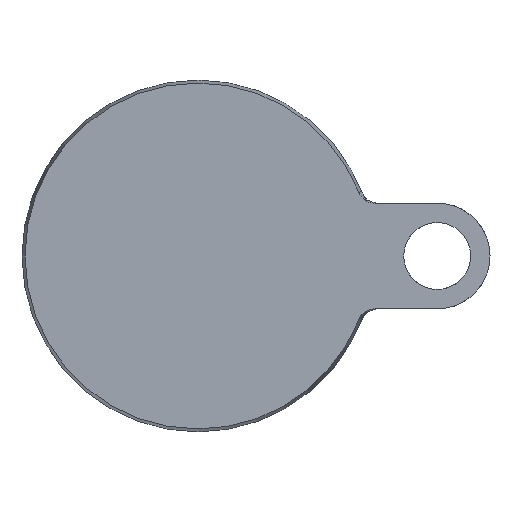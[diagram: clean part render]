
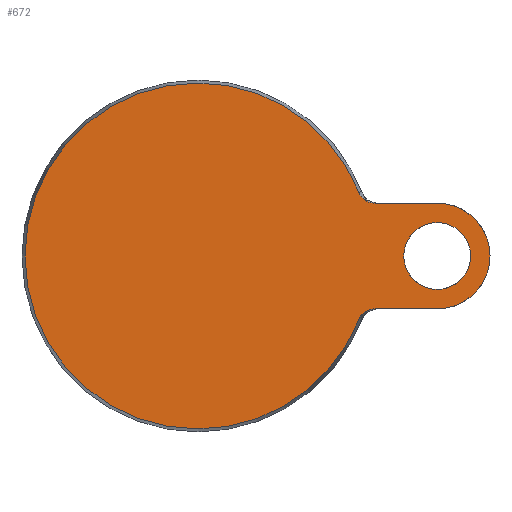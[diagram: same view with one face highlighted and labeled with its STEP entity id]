
A CAD part, front view. The second image highlights one B-rep face of the part: STEP entity #672.
In plain terms, the highlighted planar face has unit normal (0, -1, 0).
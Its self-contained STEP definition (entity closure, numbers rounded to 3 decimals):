
#6 = CARTESIAN_POINT ( 'NONE',  ( 68., 0., 15. ) ) ;
#15 = CARTESIAN_POINT ( 'NONE',  ( 47.955, 0., 15.598 ) ) ;
#21 = DIRECTION ( 'NONE',  ( 0., 0., 1. ) ) ;
#39 = DIRECTION ( 'NONE',  ( 1., 0., 0. ) ) ;
#49 = CIRCLE ( 'NONE', #596, 49.143 ) ;
#60 = ORIENTED_EDGE ( 'NONE', *, *, #330, .T. ) ;
#62 = CARTESIAN_POINT ( 'NONE',  ( -49.143, 0., 0. ) ) ;
#85 = AXIS2_PLACEMENT_3D ( 'NONE', #62, #815, #441 ) ;
#102 = VECTOR ( 'NONE', #39, 1000. ) ;
#104 = B_SPLINE_CURVE_WITH_KNOTS ( 'NONE', 3,
 ( #467, #461, #839, #920, #831, #15, #276, #192, #653, #288, #1011, #185, #685, #504 ),
 .UNSPECIFIED., .F., .F.,
 ( 4, 2, 2, 2, 2, 2, 4 ),
 ( 0., 0.001, 0.002, 0.003, 0.004, 0.004, 0.006 ),
 .UNSPECIFIED. ) ;
#128 = EDGE_LOOP ( 'NONE', ( #984, #543, #705, #627, #267, #470, #291, #176 ) ) ;
#138 = CARTESIAN_POINT ( 'NONE',  ( 0., 0., 0. ) ) ;
#164 = CARTESIAN_POINT ( 'NONE',  ( 45.848, 0., -17.699 ) ) ;
#174 = CARTESIAN_POINT ( 'NONE',  ( 45.66, 0., -18.169 ) ) ;
#176 = ORIENTED_EDGE ( 'NONE', *, *, #338, .F. ) ;
#185 = CARTESIAN_POINT ( 'NONE',  ( 46.108, 0., 17.258 ) ) ;
#192 = CARTESIAN_POINT ( 'NONE',  ( 47.322, 0., 16. ) ) ;
#209 = DIRECTION ( 'NONE',  ( 0., 1., 0. ) ) ;
#230 = B_SPLINE_CURVE_WITH_KNOTS ( 'NONE', 3,
 ( #174, #164, #811, #452, #801, #1080, #823, #1091, #1181, #345, #259, #253, #536, #625, #247, #710 ),
 .UNSPECIFIED., .F., .F.,
 ( 4, 2, 2, 2, 2, 2, 2, 4 ),
 ( 0., 0.001, 0.002, 0.003, 0.004, 0.004, 0.005, 0.006 ),
 .UNSPECIFIED. ) ;
#247 = CARTESIAN_POINT ( 'NONE',  ( 50.113, 0., -15. ) ) ;
#253 = CARTESIAN_POINT ( 'NONE',  ( 49.116, 0., -15.149 ) ) ;
#258 = FACE_BOUND ( 'NONE', #1038, .T. ) ;
#259 = CARTESIAN_POINT ( 'NONE',  ( 48.637, 0., -15.295 ) ) ;
#267 = ORIENTED_EDGE ( 'NONE', *, *, #575, .T. ) ;
#276 = CARTESIAN_POINT ( 'NONE',  ( 47.738, 0., 15.721 ) ) ;
#282 = EDGE_CURVE ( 'NONE', #856, #634, #230, .T. ) ;
#288 = CARTESIAN_POINT ( 'NONE',  ( 46.751, 0., 16.495 ) ) ;
#291 = ORIENTED_EDGE ( 'NONE', *, *, #759, .F. ) ;
#299 = VERTEX_POINT ( 'NONE', #6 ) ;
#330 = EDGE_CURVE ( 'NONE', #809, #564, #356, .T. ) ;
#338 = EDGE_CURVE ( 'NONE', #299, #930, #637, .T. ) ;
#345 = CARTESIAN_POINT ( 'NONE',  ( 48.405, 0., -15.385 ) ) ;
#356 = CIRCLE ( 'NONE', #947, 9.5 ) ;
#357 = DIRECTION ( 'NONE',  ( -1., 0., 0. ) ) ;
#388 = CARTESIAN_POINT ( 'NONE',  ( 45.66, 0., -18.169 ) ) ;
#408 = EDGE_CURVE ( 'NONE', #564, #809, #542, .T. ) ;
#409 = LINE ( 'NONE', #934, #102 ) ;
#430 = AXIS2_PLACEMENT_3D ( 'NONE', #138, #486, #869 ) ;
#433 = AXIS2_PLACEMENT_3D ( 'NONE', #691, #1065, #509 ) ;
#441 = DIRECTION ( 'NONE',  ( 0., 0., 1. ) ) ;
#444 = CARTESIAN_POINT ( 'NONE',  ( 15., 0., -15. ) ) ;
#452 = CARTESIAN_POINT ( 'NONE',  ( 46.575, 0., -16.681 ) ) ;
#453 = CARTESIAN_POINT ( 'NONE',  ( 68., 0., -15. ) ) ;
#457 = CARTESIAN_POINT ( 'NONE',  ( 68., 0., 0. ) ) ;
#461 = CARTESIAN_POINT ( 'NONE',  ( 49.86, 0., 15. ) ) ;
#467 = CARTESIAN_POINT ( 'NONE',  ( 50.366, 0., 15. ) ) ;
#468 = DIRECTION ( 'NONE',  ( 0., 0., 1. ) ) ;
#470 = ORIENTED_EDGE ( 'NONE', *, *, #282, .T. ) ;
#483 = AXIS2_PLACEMENT_3D ( 'NONE', #550, #1110, #468 ) ;
#486 = DIRECTION ( 'NONE',  ( 0., -1., 0. ) ) ;
#499 = VERTEX_POINT ( 'NONE', #696 ) ;
#504 = CARTESIAN_POINT ( 'NONE',  ( 45.66, 0., 18.169 ) ) ;
#509 = DIRECTION ( 'NONE',  ( 0., 0., -1. ) ) ;
#526 = CARTESIAN_POINT ( 'NONE',  ( 50.366, 0., -15. ) ) ;
#536 = CARTESIAN_POINT ( 'NONE',  ( 49.363, 0., -15.093 ) ) ;
#542 = CIRCLE ( 'NONE', #483, 9.5 ) ;
#543 = ORIENTED_EDGE ( 'NONE', *, *, #827, .T. ) ;
#550 = CARTESIAN_POINT ( 'NONE',  ( 68., 0., 0. ) ) ;
#564 = VERTEX_POINT ( 'NONE', #859 ) ;
#575 = EDGE_CURVE ( 'NONE', #1104, #856, #910, .T. ) ;
#596 = AXIS2_PLACEMENT_3D ( 'NONE', #615, #986, #1059 ) ;
#597 = EDGE_CURVE ( 'NONE', #883, #1104, #1186, .T. ) ;
#615 = CARTESIAN_POINT ( 'NONE',  ( 0., 0., 0. ) ) ;
#625 = CARTESIAN_POINT ( 'NONE',  ( 49.862, 0., -15.019 ) ) ;
#627 = ORIENTED_EDGE ( 'NONE', *, *, #597, .T. ) ;
#634 = VERTEX_POINT ( 'NONE', #526 ) ;
#637 = CIRCLE ( 'NONE', #817, 15. ) ;
#644 = CARTESIAN_POINT ( 'NONE',  ( 68., 0., -9.5 ) ) ;
#645 = CARTESIAN_POINT ( 'NONE',  ( 68., 0., 0. ) ) ;
#653 = CARTESIAN_POINT ( 'NONE',  ( 47.122, 0., 16.157 ) ) ;
#660 = CARTESIAN_POINT ( 'NONE',  ( 0., 0., 49.143 ) ) ;
#672 = ADVANCED_FACE ( 'NONE', ( #1077, #258 ), #1171, .F. ) ;
#673 = CARTESIAN_POINT ( 'NONE',  ( 0., 0., -49.143 ) ) ;
#685 = CARTESIAN_POINT ( 'NONE',  ( 45.848, 0., 17.699 ) ) ;
#691 = CARTESIAN_POINT ( 'NONE',  ( 0., 0., 0. ) ) ;
#696 = CARTESIAN_POINT ( 'NONE',  ( 50.366, 0., 15. ) ) ;
#705 = ORIENTED_EDGE ( 'NONE', *, *, #908, .T. ) ;
#710 = CARTESIAN_POINT ( 'NONE',  ( 50.366, 0., -15. ) ) ;
#759 = EDGE_CURVE ( 'NONE', #930, #634, #900, .T. ) ;
#801 = CARTESIAN_POINT ( 'NONE',  ( 46.749, 0., -16.497 ) ) ;
#809 = VERTEX_POINT ( 'NONE', #644 ) ;
#811 = CARTESIAN_POINT ( 'NONE',  ( 46.1, 0., -17.269 ) ) ;
#815 = DIRECTION ( 'NONE',  ( 0., 1., 0. ) ) ;
#817 = AXIS2_PLACEMENT_3D ( 'NONE', #457, #209, #927 ) ;
#823 = CARTESIAN_POINT ( 'NONE',  ( 47.314, 0., -16.005 ) ) ;
#827 = EDGE_CURVE ( 'NONE', #499, #914, #104, .T. ) ;
#831 = CARTESIAN_POINT ( 'NONE',  ( 48.407, 0., 15.384 ) ) ;
#839 = CARTESIAN_POINT ( 'NONE',  ( 49.366, 0., 15.074 ) ) ;
#856 = VERTEX_POINT ( 'NONE', #388 ) ;
#859 = CARTESIAN_POINT ( 'NONE',  ( 68., 0., 9.5 ) ) ;
#862 = ORIENTED_EDGE ( 'NONE', *, *, #408, .T. ) ;
#869 = DIRECTION ( 'NONE',  ( 0., 0., -1. ) ) ;
#883 = VERTEX_POINT ( 'NONE', #660 ) ;
#900 = LINE ( 'NONE', #444, #1163 ) ;
#908 = EDGE_CURVE ( 'NONE', #914, #883, #49, .T. ) ;
#910 = CIRCLE ( 'NONE', #430, 49.143 ) ;
#914 = VERTEX_POINT ( 'NONE', #1102 ) ;
#920 = CARTESIAN_POINT ( 'NONE',  ( 48.644, 0., 15.292 ) ) ;
#927 = DIRECTION ( 'NONE',  ( 0., 0., -1. ) ) ;
#930 = VERTEX_POINT ( 'NONE', #453 ) ;
#934 = CARTESIAN_POINT ( 'NONE',  ( 15., 0., 15. ) ) ;
#947 = AXIS2_PLACEMENT_3D ( 'NONE', #645, #1019, #21 ) ;
#984 = ORIENTED_EDGE ( 'NONE', *, *, #1139, .F. ) ;
#986 = DIRECTION ( 'NONE',  ( 0., -1., 0. ) ) ;
#1011 = CARTESIAN_POINT ( 'NONE',  ( 46.58, 0., 16.677 ) ) ;
#1019 = DIRECTION ( 'NONE',  ( 0., 1., 0. ) ) ;
#1038 = EDGE_LOOP ( 'NONE', ( #60, #862 ) ) ;
#1059 = DIRECTION ( 'NONE',  ( 0., 0., -1. ) ) ;
#1065 = DIRECTION ( 'NONE',  ( 0., -1., 0. ) ) ;
#1077 = FACE_OUTER_BOUND ( 'NONE', #128, .T. ) ;
#1080 = CARTESIAN_POINT ( 'NONE',  ( 47.118, 0., -16.16 ) ) ;
#1091 = CARTESIAN_POINT ( 'NONE',  ( 47.73, 0., -15.726 ) ) ;
#1102 = CARTESIAN_POINT ( 'NONE',  ( 45.66, 0., 18.169 ) ) ;
#1104 = VERTEX_POINT ( 'NONE', #673 ) ;
#1110 = DIRECTION ( 'NONE',  ( 0., 1., 0. ) ) ;
#1139 = EDGE_CURVE ( 'NONE', #499, #299, #409, .T. ) ;
#1163 = VECTOR ( 'NONE', #357, 1000. ) ;
#1171 = PLANE ( 'NONE',  #85 ) ;
#1181 = CARTESIAN_POINT ( 'NONE',  ( 47.952, 0., -15.6 ) ) ;
#1186 = CIRCLE ( 'NONE', #433, 49.143 ) ;
